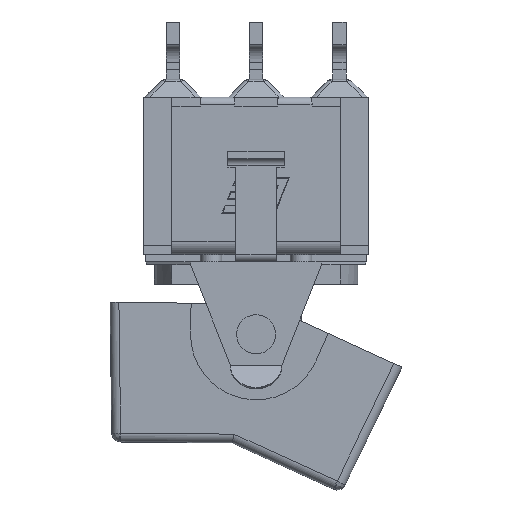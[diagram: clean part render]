
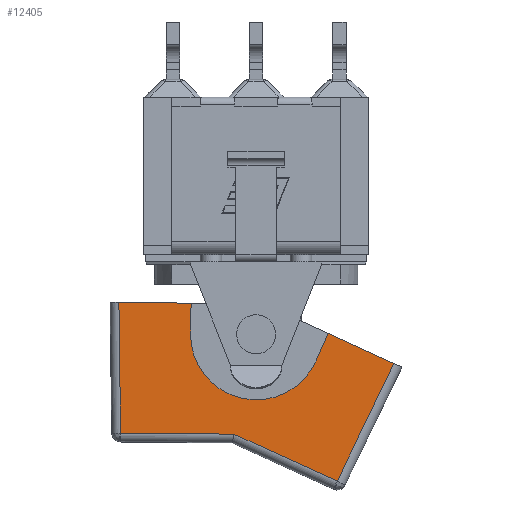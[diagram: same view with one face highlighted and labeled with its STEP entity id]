
A CAD part, front view. The second image highlights one B-rep face of the part: STEP entity #12405.
In plain terms, the highlighted face is planar.
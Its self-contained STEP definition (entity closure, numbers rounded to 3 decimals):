
#100 = VECTOR ( 'NONE', #12220, 1000. ) ;
#188 = DIRECTION ( 'NONE',  ( 0., 0., -1. ) ) ;
#778 = VERTEX_POINT ( 'NONE', #1523 ) ;
#839 = CARTESIAN_POINT ( 'NONE',  ( 6.258, 7.072, 0. ) ) ;
#1230 = DIRECTION ( 'NONE',  ( -1., 0., 0. ) ) ;
#1358 = CARTESIAN_POINT ( 'NONE',  ( 7.946, -0.104, 0. ) ) ;
#1392 = VECTOR ( 'NONE', #3363, 1000. ) ;
#1523 = CARTESIAN_POINT ( 'NONE',  ( -3.962, -0.951, 0. ) ) ;
#1823 = CARTESIAN_POINT ( 'NONE',  ( 0., 5.742, 0. ) ) ;
#2018 = VECTOR ( 'NONE', #11320, 1000. ) ;
#2134 = EDGE_CURVE ( 'NONE', #778, #14961, #4884, .T. ) ;
#2257 = VERTEX_POINT ( 'NONE', #13156 ) ;
#2258 = CARTESIAN_POINT ( 'NONE',  ( 3.626, 0.707, 0. ) ) ;
#2692 = AXIS2_PLACEMENT_3D ( 'NONE', #4337, #14669, #14722 ) ;
#3057 = ORIENTED_EDGE ( 'NONE', *, *, #2134, .F. ) ;
#3262 = CARTESIAN_POINT ( 'NONE',  ( -3.962, -0.951, 0. ) ) ;
#3363 = DIRECTION ( 'NONE',  ( 0.978, -0.208, 0. ) ) ;
#4145 = EDGE_CURVE ( 'NONE', #14961, #11660, #8926, .T. ) ;
#4337 = CARTESIAN_POINT ( 'NONE',  ( 0., 2.948, 0. ) ) ;
#4665 = LINE ( 'NONE', #5075, #10126 ) ;
#4884 = LINE ( 'NONE', #3262, #14539 ) ;
#4889 = CARTESIAN_POINT ( 'NONE',  ( 7.946, -0.104, 0. ) ) ;
#4989 = LINE ( 'NONE', #8595, #9198 ) ;
#5075 = CARTESIAN_POINT ( 'NONE',  ( 6.258, 7.072, 0. ) ) ;
#5128 = EDGE_CURVE ( 'NONE', #14830, #778, #7402, .T. ) ;
#5203 = CARTESIAN_POINT ( 'NONE',  ( -7.946, -0.104, 0. ) ) ;
#5827 = ORIENTED_EDGE ( 'NONE', *, *, #9442, .F. ) ;
#5919 = LINE ( 'NONE', #8807, #100 ) ;
#6067 = VECTOR ( 'NONE', #14005, 1000. ) ;
#6123 = EDGE_CURVE ( 'NONE', #14134, #2257, #10917, .T. ) ;
#6191 = DIRECTION ( 'NONE',  ( -0.978, -0.208, 0. ) ) ;
#6747 = FACE_OUTER_BOUND ( 'NONE', #8986, .T. ) ;
#7402 = LINE ( 'NONE', #13545, #1392 ) ;
#7615 = VERTEX_POINT ( 'NONE', #1358 ) ;
#8007 = VERTEX_POINT ( 'NONE', #9453 ) ;
#8087 = CARTESIAN_POINT ( 'NONE',  ( 0., 5.742, 0. ) ) ;
#8264 = ORIENTED_EDGE ( 'NONE', *, *, #5128, .F. ) ;
#8461 = ORIENTED_EDGE ( 'NONE', *, *, #14850, .F. ) ;
#8595 = CARTESIAN_POINT ( 'NONE',  ( 8.435, 0., 0. ) ) ;
#8807 = CARTESIAN_POINT ( 'NONE',  ( 3.626, 0.707, 0. ) ) ;
#8926 = CIRCLE ( 'NONE', #11659, 3.7 ) ;
#8986 = EDGE_LOOP ( 'NONE', ( #10178, #3057, #8264, #11312, #13907, #14305, #10061, #5827, #8461 ) ) ;
#9033 = CARTESIAN_POINT ( 'NONE',  ( -3.626, 0.707, 0. ) ) ;
#9057 = EDGE_CURVE ( 'NONE', #10799, #14134, #4665, .T. ) ;
#9198 = VECTOR ( 'NONE', #14269, 1000. ) ;
#9442 = EDGE_CURVE ( 'NONE', #8007, #7615, #4989, .T. ) ;
#9453 = CARTESIAN_POINT ( 'NONE',  ( 3.962, -0.951, 0. ) ) ;
#10006 = CARTESIAN_POINT ( 'NONE',  ( -6.258, 7.072, 0. ) ) ;
#10061 = ORIENTED_EDGE ( 'NONE', *, *, #11720, .F. ) ;
#10126 = VECTOR ( 'NONE', #6191, 1000. ) ;
#10178 = ORIENTED_EDGE ( 'NONE', *, *, #4145, .F. ) ;
#10799 = VERTEX_POINT ( 'NONE', #839 ) ;
#10917 = LINE ( 'NONE', #1823, #13997 ) ;
#11310 = PLANE ( 'NONE',  #2692 ) ;
#11312 = ORIENTED_EDGE ( 'NONE', *, *, #11567, .F. ) ;
#11320 = DIRECTION ( 'NONE',  ( -0.229, -0.973, 0. ) ) ;
#11567 = EDGE_CURVE ( 'NONE', #2257, #14830, #14580, .T. ) ;
#11659 = AXIS2_PLACEMENT_3D ( 'NONE', #13972, #188, #1230 ) ;
#11660 = VERTEX_POINT ( 'NONE', #2258 ) ;
#11720 = EDGE_CURVE ( 'NONE', #7615, #10799, #12065, .T. ) ;
#12065 = LINE ( 'NONE', #4889, #6067 ) ;
#12220 = DIRECTION ( 'NONE',  ( 0.199, -0.98, 0. ) ) ;
#12405 = ADVANCED_FACE ( 'NONE', ( #6747 ), #11310, .F. ) ;
#12419 = DIRECTION ( 'NONE',  ( -0.978, 0.208, 0. ) ) ;
#13156 = CARTESIAN_POINT ( 'NONE',  ( -6.258, 7.072, 0. ) ) ;
#13545 = CARTESIAN_POINT ( 'NONE',  ( 0., -1.793, 0. ) ) ;
#13907 = ORIENTED_EDGE ( 'NONE', *, *, #6123, .F. ) ;
#13972 = CARTESIAN_POINT ( 'NONE',  ( 0., -0.028, 0. ) ) ;
#13997 = VECTOR ( 'NONE', #12419, 1000. ) ;
#14005 = DIRECTION ( 'NONE',  ( -0.229, 0.973, 0. ) ) ;
#14134 = VERTEX_POINT ( 'NONE', #8087 ) ;
#14269 = DIRECTION ( 'NONE',  ( 0.978, 0.208, 0. ) ) ;
#14305 = ORIENTED_EDGE ( 'NONE', *, *, #9057, .F. ) ;
#14539 = VECTOR ( 'NONE', #15051, 1000. ) ;
#14580 = LINE ( 'NONE', #10006, #2018 ) ;
#14669 = DIRECTION ( 'NONE',  ( 0., 0., 1. ) ) ;
#14722 = DIRECTION ( 'NONE',  ( 1., 0., 0. ) ) ;
#14830 = VERTEX_POINT ( 'NONE', #5203 ) ;
#14850 = EDGE_CURVE ( 'NONE', #11660, #8007, #5919, .T. ) ;
#14961 = VERTEX_POINT ( 'NONE', #9033 ) ;
#15051 = DIRECTION ( 'NONE',  ( 0.199, 0.98, 0. ) ) ;
